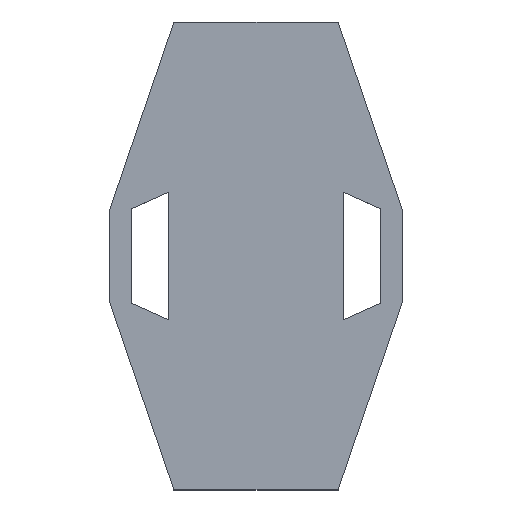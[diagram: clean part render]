
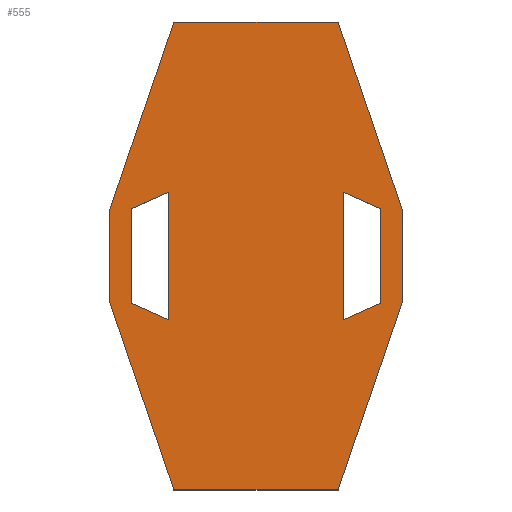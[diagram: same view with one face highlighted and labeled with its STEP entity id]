
A CAD part, top view. The second image highlights one B-rep face of the part: STEP entity #555.
In plain terms, the highlighted planar face has unit normal (0, 0, 1).
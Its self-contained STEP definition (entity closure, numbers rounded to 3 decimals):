
#531=AXIS2_PLACEMENT_3D('Plane Axis2P3D',#528,#529,#530) ;
#41=CARTESIAN_POINT('Vertex',(0.,14.399,1.)) ;
#46=CARTESIAN_POINT('Line Origine',(1.643,19.2,1.)) ;
#50=CARTESIAN_POINT('Vertex',(3.285,24.,1.)) ;
#77=CARTESIAN_POINT('Line Origine',(7.5,24.,1.)) ;
#81=CARTESIAN_POINT('Vertex',(11.715,24.,1.)) ;
#108=CARTESIAN_POINT('Line Origine',(13.357,19.2,1.)) ;
#112=CARTESIAN_POINT('Vertex',(15.,14.399,1.)) ;
#139=CARTESIAN_POINT('Line Origine',(15.,12.,1.)) ;
#143=CARTESIAN_POINT('Vertex',(15.,9.601,1.)) ;
#170=CARTESIAN_POINT('Line Origine',(13.357,4.8,1.)) ;
#174=CARTESIAN_POINT('Vertex',(11.715,0.,1.)) ;
#201=CARTESIAN_POINT('Line Origine',(7.5,0.,1.)) ;
#205=CARTESIAN_POINT('Vertex',(3.285,0.,1.)) ;
#232=CARTESIAN_POINT('Line Origine',(1.643,4.8,1.)) ;
#236=CARTESIAN_POINT('Vertex',(0.,9.601,1.)) ;
#263=CARTESIAN_POINT('Line Origine',(0.,12.,1.)) ;
#298=CARTESIAN_POINT('Vertex',(3.,15.274,1.)) ;
#301=CARTESIAN_POINT('Line Origine',(2.05,14.845,1.)) ;
#305=CARTESIAN_POINT('Vertex',(1.1,14.417,1.)) ;
#332=CARTESIAN_POINT('Line Origine',(1.1,12.,1.)) ;
#336=CARTESIAN_POINT('Vertex',(1.1,9.583,1.)) ;
#363=CARTESIAN_POINT('Line Origine',(2.05,9.155,1.)) ;
#367=CARTESIAN_POINT('Vertex',(3.,8.726,1.)) ;
#392=CARTESIAN_POINT('Line Origine',(3.,12.,1.)) ;
#422=CARTESIAN_POINT('Vertex',(12.,15.274,1.)) ;
#425=CARTESIAN_POINT('Line Origine',(12.,12.,1.)) ;
#429=CARTESIAN_POINT('Vertex',(12.,8.726,1.)) ;
#456=CARTESIAN_POINT('Line Origine',(12.95,9.155,1.)) ;
#460=CARTESIAN_POINT('Vertex',(13.9,9.583,1.)) ;
#487=CARTESIAN_POINT('Line Origine',(13.9,12.,1.)) ;
#491=CARTESIAN_POINT('Vertex',(13.9,14.417,1.)) ;
#516=CARTESIAN_POINT('Line Origine',(12.95,14.845,1.)) ;
#528=CARTESIAN_POINT('Axis2P3D Location',(7.5,0.,1.)) ;
#47=DIRECTION('Vector Direction',(-0.324,-0.946,0.)) ;
#78=DIRECTION('Vector Direction',(-1.,0.,0.)) ;
#109=DIRECTION('Vector Direction',(0.324,-0.946,0.)) ;
#140=DIRECTION('Vector Direction',(0.,-1.,0.)) ;
#171=DIRECTION('Vector Direction',(-0.324,-0.946,0.)) ;
#202=DIRECTION('Vector Direction',(1.,0.,0.)) ;
#233=DIRECTION('Vector Direction',(0.324,-0.946,0.)) ;
#264=DIRECTION('Vector Direction',(0.,1.,0.)) ;
#302=DIRECTION('Vector Direction',(-0.911,-0.411,0.)) ;
#333=DIRECTION('Vector Direction',(0.,1.,0.)) ;
#364=DIRECTION('Vector Direction',(0.911,-0.411,0.)) ;
#393=DIRECTION('Vector Direction',(0.,-1.,0.)) ;
#426=DIRECTION('Vector Direction',(0.,-1.,0.)) ;
#457=DIRECTION('Vector Direction',(-0.911,-0.411,0.)) ;
#488=DIRECTION('Vector Direction',(0.,1.,0.)) ;
#517=DIRECTION('Vector Direction',(0.911,-0.411,0.)) ;
#529=DIRECTION('Axis2P3D Direction',(0.,0.,-1.)) ;
#530=DIRECTION('Axis2P3D XDirection',(-1.,0.,-0.)) ;
#48=VECTOR('Line Direction',#47,1.) ;
#79=VECTOR('Line Direction',#78,1.) ;
#110=VECTOR('Line Direction',#109,1.) ;
#141=VECTOR('Line Direction',#140,1.) ;
#172=VECTOR('Line Direction',#171,1.) ;
#203=VECTOR('Line Direction',#202,1.) ;
#234=VECTOR('Line Direction',#233,1.) ;
#265=VECTOR('Line Direction',#264,1.) ;
#303=VECTOR('Line Direction',#302,1.) ;
#334=VECTOR('Line Direction',#333,1.) ;
#365=VECTOR('Line Direction',#364,1.) ;
#394=VECTOR('Line Direction',#393,1.) ;
#427=VECTOR('Line Direction',#426,1.) ;
#458=VECTOR('Line Direction',#457,1.) ;
#489=VECTOR('Line Direction',#488,1.) ;
#518=VECTOR('Line Direction',#517,1.) ;
#534=ORIENTED_EDGE('',*,*,#267,.F.) ;
#535=ORIENTED_EDGE('',*,*,#238,.F.) ;
#536=ORIENTED_EDGE('',*,*,#207,.F.) ;
#537=ORIENTED_EDGE('',*,*,#176,.F.) ;
#538=ORIENTED_EDGE('',*,*,#145,.F.) ;
#539=ORIENTED_EDGE('',*,*,#114,.F.) ;
#540=ORIENTED_EDGE('',*,*,#83,.F.) ;
#541=ORIENTED_EDGE('',*,*,#52,.F.) ;
#544=ORIENTED_EDGE('',*,*,#396,.T.) ;
#545=ORIENTED_EDGE('',*,*,#369,.T.) ;
#546=ORIENTED_EDGE('',*,*,#338,.T.) ;
#547=ORIENTED_EDGE('',*,*,#307,.T.) ;
#550=ORIENTED_EDGE('',*,*,#520,.T.) ;
#551=ORIENTED_EDGE('',*,*,#493,.T.) ;
#552=ORIENTED_EDGE('',*,*,#462,.T.) ;
#553=ORIENTED_EDGE('',*,*,#431,.T.) ;
#548=FACE_BOUND('',#543,.T.) ;
#554=FACE_BOUND('',#549,.T.) ;
#555=ADVANCED_FACE('S3D gedreht',(#542,#548,#554),#532,.F.) ;
#52=EDGE_CURVE('',#42,#51,#49,.F.) ;
#83=EDGE_CURVE('',#51,#82,#80,.F.) ;
#114=EDGE_CURVE('',#82,#113,#111,.T.) ;
#145=EDGE_CURVE('',#113,#144,#142,.T.) ;
#176=EDGE_CURVE('',#144,#175,#173,.T.) ;
#207=EDGE_CURVE('',#175,#206,#204,.F.) ;
#238=EDGE_CURVE('',#206,#237,#235,.F.) ;
#267=EDGE_CURVE('',#237,#42,#266,.T.) ;
#307=EDGE_CURVE('',#306,#299,#304,.F.) ;
#338=EDGE_CURVE('',#337,#306,#335,.T.) ;
#369=EDGE_CURVE('',#368,#337,#366,.F.) ;
#396=EDGE_CURVE('',#299,#368,#395,.T.) ;
#431=EDGE_CURVE('',#430,#423,#428,.F.) ;
#462=EDGE_CURVE('',#461,#430,#459,.T.) ;
#493=EDGE_CURVE('',#492,#461,#490,.F.) ;
#520=EDGE_CURVE('',#423,#492,#519,.T.) ;
#533=EDGE_LOOP('',(#534,#535,#536,#537,#538,#539,#540,#541)) ;
#543=EDGE_LOOP('',(#544,#545,#546,#547)) ;
#549=EDGE_LOOP('',(#550,#551,#552,#553)) ;
#542=FACE_OUTER_BOUND('',#533,.T.) ;
#49=LINE('Line',#46,#48) ;
#80=LINE('Line',#77,#79) ;
#111=LINE('Line',#108,#110) ;
#142=LINE('Line',#139,#141) ;
#173=LINE('Line',#170,#172) ;
#204=LINE('Line',#201,#203) ;
#235=LINE('Line',#232,#234) ;
#266=LINE('Line',#263,#265) ;
#304=LINE('Line',#301,#303) ;
#335=LINE('Line',#332,#334) ;
#366=LINE('Line',#363,#365) ;
#395=LINE('Line',#392,#394) ;
#428=LINE('Line',#425,#427) ;
#459=LINE('Line',#456,#458) ;
#490=LINE('Line',#487,#489) ;
#519=LINE('Line',#516,#518) ;
#532=PLANE('',#531) ;
#42=VERTEX_POINT('',#41) ;
#51=VERTEX_POINT('',#50) ;
#82=VERTEX_POINT('',#81) ;
#113=VERTEX_POINT('',#112) ;
#144=VERTEX_POINT('',#143) ;
#175=VERTEX_POINT('',#174) ;
#206=VERTEX_POINT('',#205) ;
#237=VERTEX_POINT('',#236) ;
#299=VERTEX_POINT('',#298) ;
#306=VERTEX_POINT('',#305) ;
#337=VERTEX_POINT('',#336) ;
#368=VERTEX_POINT('',#367) ;
#423=VERTEX_POINT('',#422) ;
#430=VERTEX_POINT('',#429) ;
#461=VERTEX_POINT('',#460) ;
#492=VERTEX_POINT('',#491) ;
